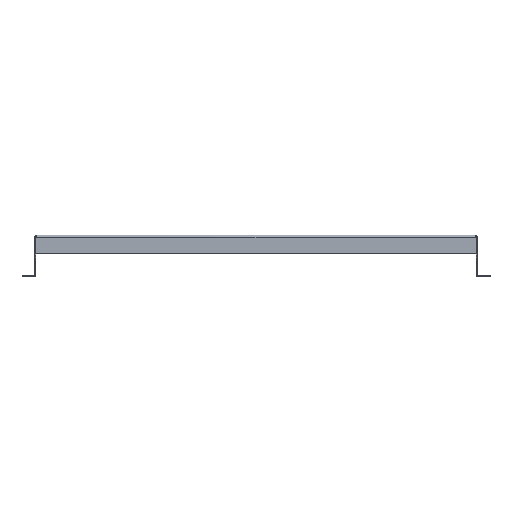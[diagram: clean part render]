
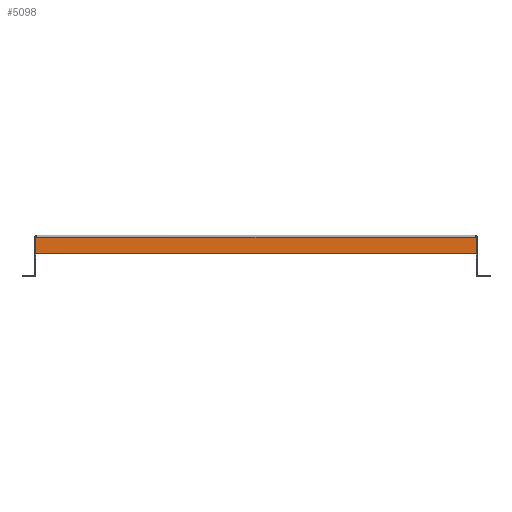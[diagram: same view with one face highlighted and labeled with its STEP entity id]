
A CAD part, front view. The second image highlights one B-rep face of the part: STEP entity #5098.
In plain terms, the highlighted planar face has unit normal (0, -1, 0).
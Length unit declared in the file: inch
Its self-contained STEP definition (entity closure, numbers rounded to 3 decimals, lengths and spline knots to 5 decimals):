
#187 = CARTESIAN_POINT ( 'NONE',  ( -11.795, -4., 0.02 ) ) ;
#215 = VECTOR ( 'NONE', #7866, 39.37008 ) ;
#389 = FACE_OUTER_BOUND ( 'NONE', #3048, .T. ) ;
#813 = VERTEX_POINT ( 'NONE', #6500 ) ;
#1012 = VERTEX_POINT ( 'NONE', #8328 ) ;
#1095 = DIRECTION ( 'NONE',  ( 0., -1., 0. ) ) ;
#1131 = CARTESIAN_POINT ( 'NONE',  ( 11.795, -4., 0. ) ) ;
#1200 = CARTESIAN_POINT ( 'NONE',  ( 11.815, -4., 0. ) ) ;
#1345 = VECTOR ( 'NONE', #6675, 39.37008 ) ;
#1667 = VERTEX_POINT ( 'NONE', #1693 ) ;
#1693 = CARTESIAN_POINT ( 'NONE',  ( -11.815, -4., 0.88 ) ) ;
#1710 = VERTEX_POINT ( 'NONE', #7018 ) ;
#2040 = CARTESIAN_POINT ( 'NONE',  ( -11.815, -4., 0.02 ) ) ;
#2110 = DIRECTION ( 'NONE',  ( 0., 1., 0. ) ) ;
#2335 = ORIENTED_EDGE ( 'NONE', *, *, #5199, .T. ) ;
#2457 = VERTEX_POINT ( 'NONE', #1131 ) ;
#2666 = DIRECTION ( 'NONE',  ( 0., 0., -1. ) ) ;
#2758 = VERTEX_POINT ( 'NONE', #2040 ) ;
#2801 = DIRECTION ( 'NONE',  ( 1., 0., 0. ) ) ;
#2822 = AXIS2_PLACEMENT_3D ( 'NONE', #5105, #1095, #3577 ) ;
#3048 = EDGE_LOOP ( 'NONE', ( #2335, #7299, #6157, #4207, #5587, #4446 ) ) ;
#3407 = CIRCLE ( 'NONE', #6918, 0.02 ) ;
#3417 = CARTESIAN_POINT ( 'NONE',  ( 11.795, -4., 0.02 ) ) ;
#3512 = DIRECTION ( 'NONE',  ( 0., -1., 0. ) ) ;
#3577 = DIRECTION ( 'NONE',  ( 0., 0., -1. ) ) ;
#4009 = LINE ( 'NONE', #4621, #1345 ) ;
#4207 = ORIENTED_EDGE ( 'NONE', *, *, #7996, .T. ) ;
#4446 = ORIENTED_EDGE ( 'NONE', *, *, #6313, .F. ) ;
#4588 = LINE ( 'NONE', #8637, #6209 ) ;
#4621 = CARTESIAN_POINT ( 'NONE',  ( -11.875, -4., 0.88 ) ) ;
#5098 = ADVANCED_FACE ( 'NONE', ( #389 ), #5760, .T. ) ;
#5105 = CARTESIAN_POINT ( 'NONE',  ( -11.875, -4., 0. ) ) ;
#5199 = EDGE_CURVE ( 'NONE', #1667, #2758, #6905, .T. ) ;
#5584 = CARTESIAN_POINT ( 'NONE',  ( -11.815, -4., 0. ) ) ;
#5587 = ORIENTED_EDGE ( 'NONE', *, *, #8455, .T. ) ;
#5651 = CIRCLE ( 'NONE', #8430, 0.02 ) ;
#5760 = PLANE ( 'NONE',  #2822 ) ;
#6024 = VECTOR ( 'NONE', #8246, 39.37008 ) ;
#6157 = ORIENTED_EDGE ( 'NONE', *, *, #8486, .T. ) ;
#6209 = VECTOR ( 'NONE', #2801, 39.37008 ) ;
#6313 = EDGE_CURVE ( 'NONE', #1667, #813, #4009, .T. ) ;
#6500 = CARTESIAN_POINT ( 'NONE',  ( 11.815, -4., 0.88 ) ) ;
#6675 = DIRECTION ( 'NONE',  ( 1., 0., 0. ) ) ;
#6905 = LINE ( 'NONE', #5584, #6024 ) ;
#6918 = AXIS2_PLACEMENT_3D ( 'NONE', #187, #2110, #2666 ) ;
#7018 = CARTESIAN_POINT ( 'NONE',  ( 11.815, -4., 0.02 ) ) ;
#7299 = ORIENTED_EDGE ( 'NONE', *, *, #8495, .F. ) ;
#7826 = LINE ( 'NONE', #1200, #215 ) ;
#7866 = DIRECTION ( 'NONE',  ( 0., 0., 1. ) ) ;
#7996 = EDGE_CURVE ( 'NONE', #2457, #1710, #5651, .T. ) ;
#8092 = DIRECTION ( 'NONE',  ( 0., 0., -1. ) ) ;
#8246 = DIRECTION ( 'NONE',  ( 0., 0., -1. ) ) ;
#8328 = CARTESIAN_POINT ( 'NONE',  ( -11.795, -4., 0. ) ) ;
#8430 = AXIS2_PLACEMENT_3D ( 'NONE', #3417, #3512, #8092 ) ;
#8455 = EDGE_CURVE ( 'NONE', #1710, #813, #7826, .T. ) ;
#8486 = EDGE_CURVE ( 'NONE', #1012, #2457, #4588, .T. ) ;
#8495 = EDGE_CURVE ( 'NONE', #1012, #2758, #3407, .T. ) ;
#8637 = CARTESIAN_POINT ( 'NONE',  ( -11.875, -4., 0. ) ) ;
